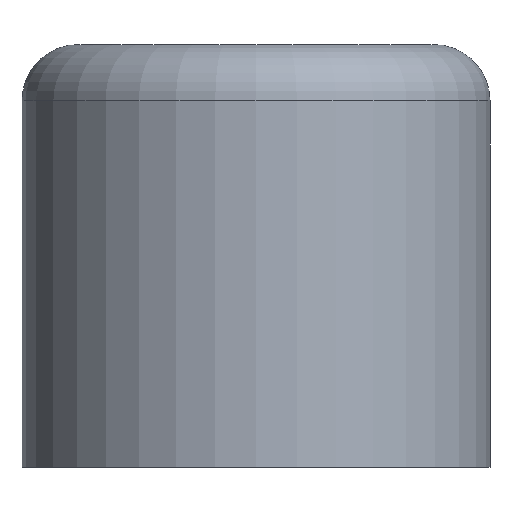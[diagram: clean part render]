
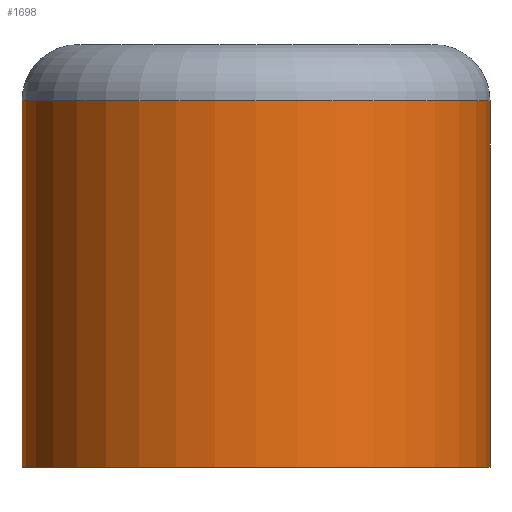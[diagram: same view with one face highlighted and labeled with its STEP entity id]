
A CAD part, front view. The second image highlights one B-rep face of the part: STEP entity #1698.
In plain terms, the highlighted cylindrical face has radius 8.3 mm (diameter 16.6 mm), a partial arc.
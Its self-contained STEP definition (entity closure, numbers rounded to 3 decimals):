
#50 = CARTESIAN_POINT ( 'NONE',  ( -7.468, 21.774, -60.972 ) ) ;
#54 = FACE_OUTER_BOUND ( 'NONE', #787, .T. ) ;
#94 = EDGE_CURVE ( 'NONE', #667, #364, #1103, .T. ) ;
#156 = VECTOR ( 'NONE', #1048, 1000. ) ;
#179 = AXIS2_PLACEMENT_3D ( 'NONE', #767, #1458, #1480 ) ;
#191 = CARTESIAN_POINT ( 'NONE',  ( -15.768, 21.774, -60.972 ) ) ;
#199 = EDGE_CURVE ( 'NONE', #667, #410, #578, .T. ) ;
#266 = VECTOR ( 'NONE', #582, 1000. ) ;
#332 = CARTESIAN_POINT ( 'NONE',  ( -15.768, 21.774, -58.972 ) ) ;
#364 = VERTEX_POINT ( 'NONE', #1548 ) ;
#410 = VERTEX_POINT ( 'NONE', #191 ) ;
#433 = ORIENTED_EDGE ( 'NONE', *, *, #199, .T. ) ;
#439 = DIRECTION ( 'NONE',  ( 0., 0., -1. ) ) ;
#451 = EDGE_CURVE ( 'NONE', #410, #686, #1560, .T. ) ;
#473 = EDGE_CURVE ( 'NONE', #686, #364, #1322, .T. ) ;
#499 = CARTESIAN_POINT ( 'NONE',  ( -15.768, 21.774, -73.972 ) ) ;
#578 = CIRCLE ( 'NONE', #1495, 8.3 ) ;
#582 = DIRECTION ( 'NONE',  ( 0., 0., -1. ) ) ;
#588 = DIRECTION ( 'NONE',  ( 1., 0., 0. ) ) ;
#667 = VERTEX_POINT ( 'NONE', #1207 ) ;
#686 = VERTEX_POINT ( 'NONE', #499 ) ;
#767 = CARTESIAN_POINT ( 'NONE',  ( -7.468, 21.774, -73.972 ) ) ;
#787 = EDGE_LOOP ( 'NONE', ( #1619, #433, #1711, #1464 ) ) ;
#855 = CARTESIAN_POINT ( 'NONE',  ( 0.832, 21.774, -58.972 ) ) ;
#916 = AXIS2_PLACEMENT_3D ( 'NONE', #1281, #1007, #1680 ) ;
#1007 = DIRECTION ( 'NONE',  ( 0., 0., -1. ) ) ;
#1048 = DIRECTION ( 'NONE',  ( 0., 0., -1. ) ) ;
#1103 = LINE ( 'NONE', #855, #266 ) ;
#1207 = CARTESIAN_POINT ( 'NONE',  ( 0.832, 21.774, -60.972 ) ) ;
#1281 = CARTESIAN_POINT ( 'NONE',  ( -7.468, 21.774, -58.972 ) ) ;
#1322 = CIRCLE ( 'NONE', #179, 8.3 ) ;
#1458 = DIRECTION ( 'NONE',  ( 0., 0., 1. ) ) ;
#1464 = ORIENTED_EDGE ( 'NONE', *, *, #473, .T. ) ;
#1480 = DIRECTION ( 'NONE',  ( 1., 0., 0. ) ) ;
#1495 = AXIS2_PLACEMENT_3D ( 'NONE', #50, #439, #588 ) ;
#1548 = CARTESIAN_POINT ( 'NONE',  ( 0.832, 21.774, -73.972 ) ) ;
#1553 = CYLINDRICAL_SURFACE ( 'NONE', #916, 8.3 ) ;
#1560 = LINE ( 'NONE', #332, #156 ) ;
#1619 = ORIENTED_EDGE ( 'NONE', *, *, #94, .F. ) ;
#1680 = DIRECTION ( 'NONE',  ( -1., 0., 0. ) ) ;
#1698 = ADVANCED_FACE ( 'NONE', ( #54 ), #1553, .T. ) ;
#1711 = ORIENTED_EDGE ( 'NONE', *, *, #451, .T. ) ;
